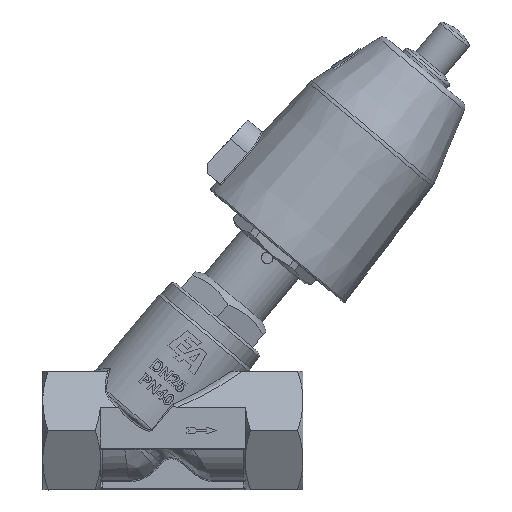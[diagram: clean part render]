
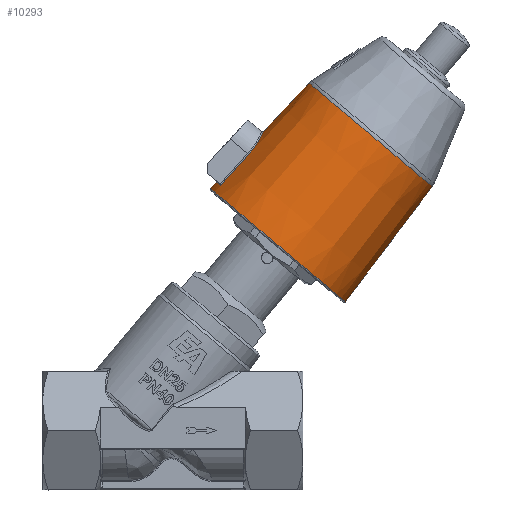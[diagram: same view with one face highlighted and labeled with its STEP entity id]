
A CAD part, top view. The second image highlights one B-rep face of the part: STEP entity #10293.
In plain terms, the highlighted conical face has half-angle 3 degrees and reference radius 29.163 mm.
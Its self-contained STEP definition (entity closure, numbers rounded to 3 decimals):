
#576=B_SPLINE_CURVE_WITH_KNOTS('',3,(#31123,#31124,#31125,#31126),
 .UNSPECIFIED.,.F.,.F.,(4,4),(-1.856,-0.398),
 .UNSPECIFIED.);
#577=B_SPLINE_CURVE_WITH_KNOTS('',3,(#31128,#31129,#31130,#31131,#31132,
#31133,#31134),.UNSPECIFIED.,.F.,.F.,(4,1,1,1,4),(-1.517,-1.3,
-0.65,-0.433,0.),.UNSPECIFIED.);
#578=B_SPLINE_CURVE_WITH_KNOTS('',3,(#31143,#31144,#31145,#31146,#31147,
#31148,#31149),.UNSPECIFIED.,.F.,.F.,(4,1,1,1,4),(-3.034,-2.601,
-2.167,-1.734,-1.517),.UNSPECIFIED.);
#579=B_SPLINE_CURVE_WITH_KNOTS('',3,(#31151,#31152,#31153,#31154),
 .UNSPECIFIED.,.F.,.F.,(4,4),(-0.399,-0.391),
 .UNSPECIFIED.);
#1637=FACE_OUTER_BOUND('',#2267,.T.);
#2267=EDGE_LOOP('',(#9044,#9045,#9046,#9047,#9048,#9049,#9050,#9051,#9052,
#9053,#9054,#9055,#9056,#9057,#9058,#9059));
#2906=LINE('',#31119,#3499);
#2907=LINE('',#31136,#3500);
#3499=VECTOR('',#13420,29.163);
#3500=VECTOR('',#13423,29.163);
#3891=CIRCLE('',#11266,30.472);
#3892=CIRCLE('',#11267,30.472);
#3893=CIRCLE('',#11268,30.472);
#3895=CIRCLE('',#11271,30.318);
#3896=CIRCLE('',#11272,27.86);
#3897=CIRCLE('',#11273,27.86);
#3898=CIRCLE('',#11274,27.86);
#3899=CIRCLE('',#11275,30.318);
#4861=VERTEX_POINT('',#31109);
#4862=VERTEX_POINT('',#31111);
#4863=VERTEX_POINT('',#31113);
#4864=VERTEX_POINT('',#31118);
#4865=VERTEX_POINT('',#31120);
#4866=VERTEX_POINT('',#31122);
#4867=VERTEX_POINT('',#31127);
#4868=VERTEX_POINT('',#31135);
#4869=VERTEX_POINT('',#31137);
#4870=VERTEX_POINT('',#31139);
#4871=VERTEX_POINT('',#31142);
#4872=VERTEX_POINT('',#31150);
#6306=EDGE_CURVE('',#4861,#4862,#3891,.T.);
#6307=EDGE_CURVE('',#4862,#4863,#3892,.T.);
#6308=EDGE_CURVE('',#4863,#4861,#3893,.T.);
#6310=EDGE_CURVE('',#4862,#4864,#2906,.T.);
#6311=EDGE_CURVE('',#4865,#4864,#3895,.T.);
#6312=EDGE_CURVE('',#4866,#4865,#576,.T.);
#6313=EDGE_CURVE('',#4867,#4866,#577,.T.);
#6314=EDGE_CURVE('',#4867,#4868,#2907,.T.);
#6315=EDGE_CURVE('',#4869,#4868,#3896,.T.);
#6316=EDGE_CURVE('',#4870,#4869,#3897,.T.);
#6317=EDGE_CURVE('',#4868,#4870,#3898,.T.);
#6318=EDGE_CURVE('',#4871,#4867,#578,.T.);
#6319=EDGE_CURVE('',#4872,#4871,#579,.T.);
#6320=EDGE_CURVE('',#4864,#4872,#3899,.T.);
#9044=ORIENTED_EDGE('',*,*,#6308,.F.);
#9045=ORIENTED_EDGE('',*,*,#6307,.F.);
#9046=ORIENTED_EDGE('',*,*,#6310,.T.);
#9047=ORIENTED_EDGE('',*,*,#6311,.F.);
#9048=ORIENTED_EDGE('',*,*,#6312,.F.);
#9049=ORIENTED_EDGE('',*,*,#6313,.F.);
#9050=ORIENTED_EDGE('',*,*,#6314,.T.);
#9051=ORIENTED_EDGE('',*,*,#6315,.F.);
#9052=ORIENTED_EDGE('',*,*,#6316,.F.);
#9053=ORIENTED_EDGE('',*,*,#6317,.F.);
#9054=ORIENTED_EDGE('',*,*,#6314,.F.);
#9055=ORIENTED_EDGE('',*,*,#6318,.F.);
#9056=ORIENTED_EDGE('',*,*,#6319,.F.);
#9057=ORIENTED_EDGE('',*,*,#6320,.F.);
#9058=ORIENTED_EDGE('',*,*,#6310,.F.);
#9059=ORIENTED_EDGE('',*,*,#6306,.F.);
#9828=CONICAL_SURFACE('',#11270,29.163,0.052);
#10293=ADVANCED_FACE('',(#1637),#9828,.T.);
#11266=AXIS2_PLACEMENT_3D('',#31112,#13410,#13411);
#11267=AXIS2_PLACEMENT_3D('',#31114,#13412,#13413);
#11268=AXIS2_PLACEMENT_3D('',#31115,#13414,#13415);
#11270=AXIS2_PLACEMENT_3D('',#31117,#13418,#13419);
#11271=AXIS2_PLACEMENT_3D('',#31121,#13421,#13422);
#11272=AXIS2_PLACEMENT_3D('',#31138,#13424,#13425);
#11273=AXIS2_PLACEMENT_3D('',#31140,#13426,#13427);
#11274=AXIS2_PLACEMENT_3D('',#31141,#13428,#13429);
#11275=AXIS2_PLACEMENT_3D('',#31155,#13430,#13431);
#13410=DIRECTION('center_axis',(0.,-1.,0.));
#13411=DIRECTION('ref_axis',(-1.,0.,0.));
#13412=DIRECTION('center_axis',(0.,-1.,0.));
#13413=DIRECTION('ref_axis',(-1.,0.,0.));
#13414=DIRECTION('center_axis',(0.,-1.,0.));
#13415=DIRECTION('ref_axis',(-1.,0.,0.));
#13418=DIRECTION('center_axis',(0.,-1.,0.));
#13419=DIRECTION('ref_axis',(1.,0.,0.));
#13420=DIRECTION('',(0.052,0.999,0.));
#13421=DIRECTION('center_axis',(0.,1.,0.));
#13422=DIRECTION('ref_axis',(-1.,0.,0.));
#13423=DIRECTION('',(0.052,0.999,0.));
#13424=DIRECTION('center_axis',(0.,1.,0.));
#13425=DIRECTION('ref_axis',(-1.,0.,0.));
#13426=DIRECTION('center_axis',(0.,1.,0.));
#13427=DIRECTION('ref_axis',(-1.,0.,0.));
#13428=DIRECTION('center_axis',(0.,1.,0.));
#13429=DIRECTION('ref_axis',(-1.,0.,0.));
#13430=DIRECTION('center_axis',(0.,1.,0.));
#13431=DIRECTION('ref_axis',(-1.,0.,0.));
#31109=CARTESIAN_POINT('',(0.,-6.288,30.472));
#31111=CARTESIAN_POINT('',(-30.472,-6.288,0.));
#31112=CARTESIAN_POINT('Origin',(0.,-6.288,0.));
#31113=CARTESIAN_POINT('',(30.472,-6.288,0.));
#31114=CARTESIAN_POINT('Origin',(0.,-6.288,0.));
#31115=CARTESIAN_POINT('Origin',(0.,-6.288,0.));
#31117=CARTESIAN_POINT('Origin',(0.,18.691,0.));
#31118=CARTESIAN_POINT('',(-30.318,-3.341,0.));
#31119=CARTESIAN_POINT('',(-29.163,18.691,0.));
#31120=CARTESIAN_POINT('',(-28.403,-3.341,-10.603));
#31121=CARTESIAN_POINT('Origin',(0.,-3.341,0.));
#31122=CARTESIAN_POINT('',(-27.877,11.204,-9.819));
#31123=CARTESIAN_POINT('Ctrl Pts',(-27.877,11.204,-9.819));
#31124=CARTESIAN_POINT('Ctrl Pts',(-28.054,6.356,-10.081));
#31125=CARTESIAN_POINT('Ctrl Pts',(-28.23,1.507,-10.342));
#31126=CARTESIAN_POINT('Ctrl Pts',(-28.403,-3.341,-10.603));
#31127=CARTESIAN_POINT('',(-29.06,20.659,0.));
#31128=CARTESIAN_POINT('Ctrl Pts',(-29.06,20.659,0.));
#31129=CARTESIAN_POINT('Ctrl Pts',(-29.06,20.659,-0.713));
#31130=CARTESIAN_POINT('Ctrl Pts',(-28.977,20.347,-3.561));
#31131=CARTESIAN_POINT('Ctrl Pts',(-28.439,18.4,-6.746));
#31132=CARTESIAN_POINT('Ctrl Pts',(-27.918,14.782,-9.152));
#31133=CARTESIAN_POINT('Ctrl Pts',(-27.824,12.645,-9.742));
#31134=CARTESIAN_POINT('Ctrl Pts',(-27.877,11.204,-9.819));
#31135=CARTESIAN_POINT('',(-27.86,43.562,0.));
#31136=CARTESIAN_POINT('',(-29.163,18.691,0.));
#31137=CARTESIAN_POINT('',(27.86,43.562,0.));
#31138=CARTESIAN_POINT('Origin',(0.,43.562,0.));
#31139=CARTESIAN_POINT('',(0.,43.562,27.86));
#31140=CARTESIAN_POINT('Origin',(0.,43.562,0.));
#31141=CARTESIAN_POINT('Origin',(0.,43.562,0.));
#31142=CARTESIAN_POINT('',(-27.877,11.204,9.819));
#31143=CARTESIAN_POINT('Ctrl Pts',(-27.877,11.204,9.819));
#31144=CARTESIAN_POINT('Ctrl Pts',(-27.824,12.645,9.742));
#31145=CARTESIAN_POINT('Ctrl Pts',(-27.953,15.503,8.955));
#31146=CARTESIAN_POINT('Ctrl Pts',(-28.572,18.863,6.149));
#31147=CARTESIAN_POINT('Ctrl Pts',(-28.995,20.424,2.848));
#31148=CARTESIAN_POINT('Ctrl Pts',(-29.06,20.658,0.711));
#31149=CARTESIAN_POINT('Ctrl Pts',(-29.06,20.659,0.));
#31150=CARTESIAN_POINT('',(-28.403,-3.341,10.603));
#31151=CARTESIAN_POINT('Ctrl Pts',(-28.403,-3.341,
10.603));
#31152=CARTESIAN_POINT('Ctrl Pts',(-28.228,1.552,10.34));
#31153=CARTESIAN_POINT('Ctrl Pts',(-28.053,6.4,10.078));
#31154=CARTESIAN_POINT('Ctrl Pts',(-27.877,11.204,9.819));
#31155=CARTESIAN_POINT('Origin',(0.,-3.341,0.));
